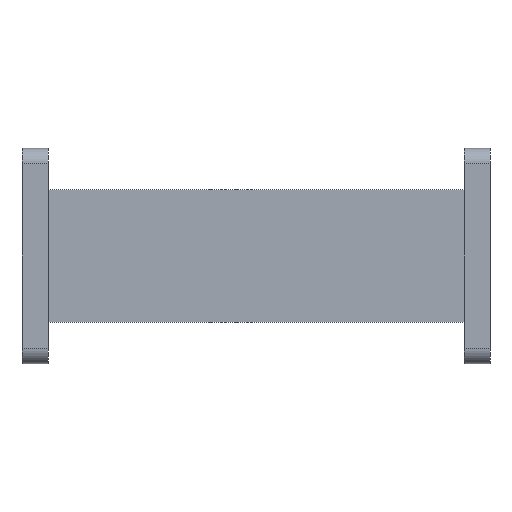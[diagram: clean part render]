
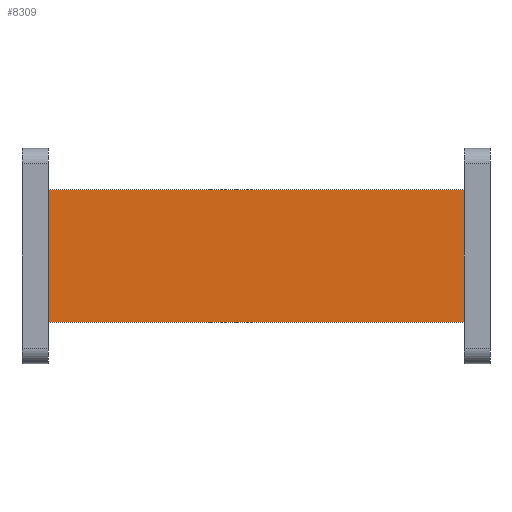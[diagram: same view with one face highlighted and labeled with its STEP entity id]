
A CAD part, front view. The second image highlights one B-rep face of the part: STEP entity #8309.
In plain terms, the highlighted planar face has unit normal (0, -1, 0).
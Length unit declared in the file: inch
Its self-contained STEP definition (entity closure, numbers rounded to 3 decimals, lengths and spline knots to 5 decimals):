
#3922 = VERTEX_POINT ( 'NONE', #21863 ) ;
#3976 = DIRECTION ( 'NONE',  ( 0., 0., -1. ) ) ;
#5214 = EDGE_CURVE ( 'NONE', #26822, #36781, #35247, .T. ) ;
#6287 = AXIS2_PLACEMENT_3D ( 'NONE', #35133, #9536, #8819 ) ;
#8309 = ADVANCED_FACE ( 'NONE', ( #27711 ), #35360, .F. ) ;
#8372 = CARTESIAN_POINT ( 'NONE',  ( -1.5748, -0.25591, -0.5 ) ) ;
#8819 = DIRECTION ( 'NONE',  ( 0., 0., 1. ) ) ;
#8930 = DIRECTION ( 'NONE',  ( 1., 0., 0. ) ) ;
#9536 = DIRECTION ( 'NONE',  ( 0., 1., 0. ) ) ;
#12375 = CARTESIAN_POINT ( 'NONE',  ( -1.5748, -0.25591, 0.5 ) ) ;
#13606 = ORIENTED_EDGE ( 'NONE', *, *, #5214, .T. ) ;
#14131 = VECTOR ( 'NONE', #47064, 39.37008 ) ;
#18681 = EDGE_CURVE ( 'NONE', #23799, #3922, #46325, .T. ) ;
#20184 = ORIENTED_EDGE ( 'NONE', *, *, #39708, .T. ) ;
#20695 = ORIENTED_EDGE ( 'NONE', *, *, #46129, .F. ) ;
#21863 = CARTESIAN_POINT ( 'NONE',  ( 1.5748, -0.25591, 0.5 ) ) ;
#23799 = VERTEX_POINT ( 'NONE', #31540 ) ;
#24116 = LINE ( 'NONE', #31798, #33271 ) ;
#26822 = VERTEX_POINT ( 'NONE', #8372 ) ;
#27711 = FACE_OUTER_BOUND ( 'NONE', #48191, .T. ) ;
#29781 = LINE ( 'NONE', #42346, #32706 ) ;
#30809 = CARTESIAN_POINT ( 'NONE',  ( -1.5748, -0.25591, -0.5 ) ) ;
#31540 = CARTESIAN_POINT ( 'NONE',  ( -1.5748, -0.25591, 0.5 ) ) ;
#31798 = CARTESIAN_POINT ( 'NONE',  ( 1.5748, -0.25591, 0.5 ) ) ;
#32706 = VECTOR ( 'NONE', #3976, 39.37008 ) ;
#33271 = VECTOR ( 'NONE', #46878, 39.37008 ) ;
#35133 = CARTESIAN_POINT ( 'NONE',  ( -1.5748, -0.25591, 0.5 ) ) ;
#35247 = LINE ( 'NONE', #30809, #40159 ) ;
#35360 = PLANE ( 'NONE',  #6287 ) ;
#36781 = VERTEX_POINT ( 'NONE', #42068 ) ;
#39412 = ORIENTED_EDGE ( 'NONE', *, *, #18681, .F. ) ;
#39708 = EDGE_CURVE ( 'NONE', #23799, #26822, #29781, .T. ) ;
#40159 = VECTOR ( 'NONE', #8930, 39.37008 ) ;
#42068 = CARTESIAN_POINT ( 'NONE',  ( 1.5748, -0.25591, -0.5 ) ) ;
#42346 = CARTESIAN_POINT ( 'NONE',  ( -1.5748, -0.25591, 0.5 ) ) ;
#46129 = EDGE_CURVE ( 'NONE', #3922, #36781, #24116, .T. ) ;
#46325 = LINE ( 'NONE', #12375, #14131 ) ;
#46878 = DIRECTION ( 'NONE',  ( 0., 0., -1. ) ) ;
#47064 = DIRECTION ( 'NONE',  ( 1., 0., 0. ) ) ;
#48191 = EDGE_LOOP ( 'NONE', ( #13606, #20695, #39412, #20184 ) ) ;
